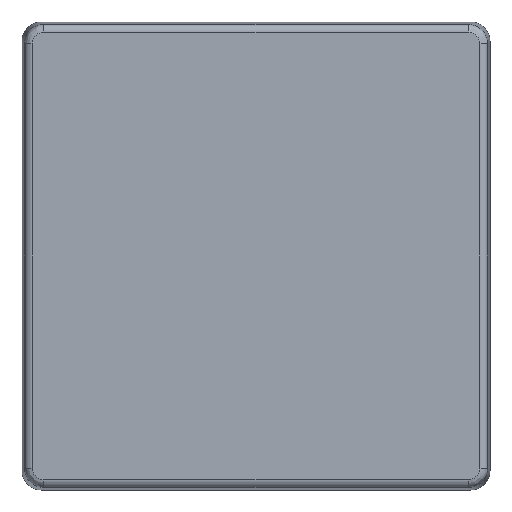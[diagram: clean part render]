
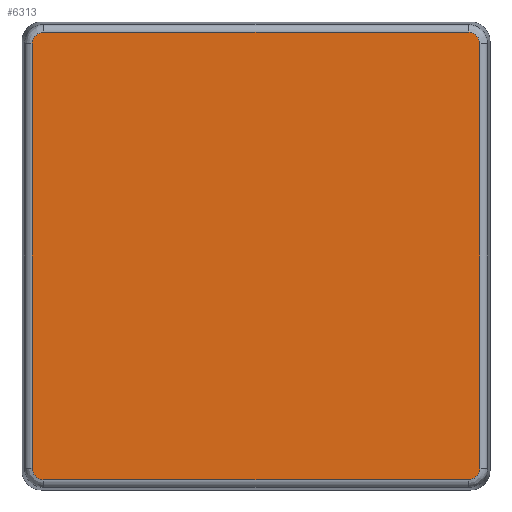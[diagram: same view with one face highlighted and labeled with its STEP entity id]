
A CAD part, front view. The second image highlights one B-rep face of the part: STEP entity #6313.
In plain terms, the highlighted face is planar.
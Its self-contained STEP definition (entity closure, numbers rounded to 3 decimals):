
#328=ELLIPSE('',#6672,3.002,3.);
#334=ELLIPSE('',#6684,3.002,3.);
#336=ELLIPSE('',#6691,3.002,3.);
#337=ELLIPSE('',#6697,3.002,3.);
#770=FACE_OUTER_BOUND('',#1170,.T.);
#1170=EDGE_LOOP('',(#5305,#5306,#5307,#5308,#5309,#5310,#5311,#5312));
#1682=LINE('',#10967,#2212);
#1690=LINE('',#11026,#2220);
#1694=LINE('',#11071,#2224);
#1697=LINE('',#11112,#2227);
#2212=VECTOR('',#7777,108.73);
#2220=VECTOR('',#7807,108.73);
#2224=VECTOR('',#7825,108.73);
#2227=VECTOR('',#7840,108.73);
#2929=VERTEX_POINT('',#10948);
#2932=VERTEX_POINT('',#10953);
#2936=VERTEX_POINT('',#10965);
#2944=VERTEX_POINT('',#11016);
#2946=VERTEX_POINT('',#11024);
#2948=VERTEX_POINT('',#11061);
#2950=VERTEX_POINT('',#11069);
#2952=VERTEX_POINT('',#11105);
#3733=EDGE_CURVE('',#2932,#2929,#328,.T.);
#3739=EDGE_CURVE('',#2936,#2932,#1682,.T.);
#3750=EDGE_CURVE('',#2944,#2936,#334,.T.);
#3754=EDGE_CURVE('',#2946,#2944,#1690,.T.);
#3758=EDGE_CURVE('',#2948,#2946,#336,.T.);
#3762=EDGE_CURVE('',#2950,#2948,#1694,.T.);
#3765=EDGE_CURVE('',#2952,#2950,#337,.T.);
#3768=EDGE_CURVE('',#2929,#2952,#1697,.T.);
#5305=ORIENTED_EDGE('',*,*,#3733,.F.);
#5306=ORIENTED_EDGE('',*,*,#3739,.F.);
#5307=ORIENTED_EDGE('',*,*,#3750,.F.);
#5308=ORIENTED_EDGE('',*,*,#3754,.F.);
#5309=ORIENTED_EDGE('',*,*,#3758,.F.);
#5310=ORIENTED_EDGE('',*,*,#3762,.F.);
#5311=ORIENTED_EDGE('',*,*,#3765,.F.);
#5312=ORIENTED_EDGE('',*,*,#3768,.F.);
#6019=PLANE('',#6702);
#6313=ADVANCED_FACE('',(#770),#6019,.F.);
#6672=AXIS2_PLACEMENT_3D('',#10955,#7764,#7765);
#6684=AXIS2_PLACEMENT_3D('',#11018,#7797,#7798);
#6691=AXIS2_PLACEMENT_3D('',#11063,#7815,#7816);
#6697=AXIS2_PLACEMENT_3D('',#11107,#7831,#7832);
#6702=AXIS2_PLACEMENT_3D('',#11115,#7844,#7845);
#7764=DIRECTION('center_axis',(0.,0.,1.));
#7765=DIRECTION('ref_axis',(-0.707,-0.707,0.));
#7777=DIRECTION('',(0.,-1.,0.));
#7797=DIRECTION('center_axis',(0.,0.,1.));
#7798=DIRECTION('ref_axis',(-0.707,0.707,0.));
#7807=DIRECTION('',(-1.,0.,0.));
#7815=DIRECTION('center_axis',(0.,0.,1.));
#7816=DIRECTION('ref_axis',(0.707,0.707,0.));
#7825=DIRECTION('',(0.,1.,0.));
#7831=DIRECTION('center_axis',(0.,0.,1.));
#7832=DIRECTION('ref_axis',(0.707,-0.707,0.));
#7840=DIRECTION('',(1.,0.,0.));
#7844=DIRECTION('center_axis',(0.,0.,1.));
#7845=DIRECTION('ref_axis',(1.,0.,0.));
#10948=CARTESIAN_POINT('',(-54.365,-57.364,-30.));
#10953=CARTESIAN_POINT('',(-57.364,-54.365,-30.));
#10955=CARTESIAN_POINT('Origin',(-54.363,-54.363,-30.));
#10965=CARTESIAN_POINT('',(-57.364,54.365,-30.));
#10967=CARTESIAN_POINT('',(-57.364,30.,-30.));
#11016=CARTESIAN_POINT('',(-54.365,57.364,-30.));
#11018=CARTESIAN_POINT('Origin',(-54.363,54.363,-30.));
#11024=CARTESIAN_POINT('',(54.365,57.364,-30.));
#11026=CARTESIAN_POINT('',(30.,57.364,-30.));
#11061=CARTESIAN_POINT('',(57.364,54.365,-30.));
#11063=CARTESIAN_POINT('Origin',(54.363,54.363,-30.));
#11069=CARTESIAN_POINT('',(57.364,-54.365,-30.));
#11071=CARTESIAN_POINT('',(57.364,-30.,-30.));
#11105=CARTESIAN_POINT('',(54.365,-57.364,-30.));
#11107=CARTESIAN_POINT('Origin',(54.363,-54.363,-30.));
#11112=CARTESIAN_POINT('',(-30.,-57.364,-30.));
#11115=CARTESIAN_POINT('Origin',(0.,0.,
-30.));
